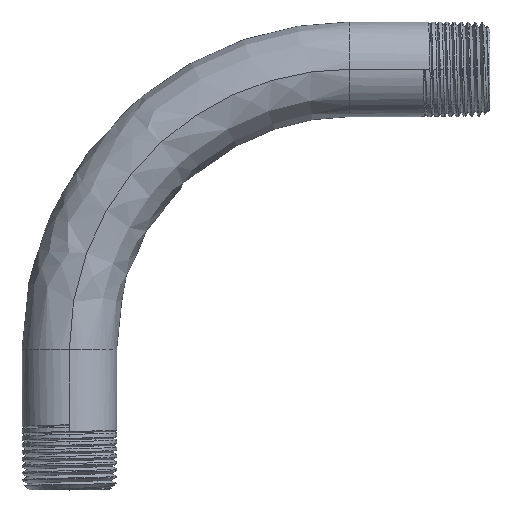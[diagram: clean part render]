
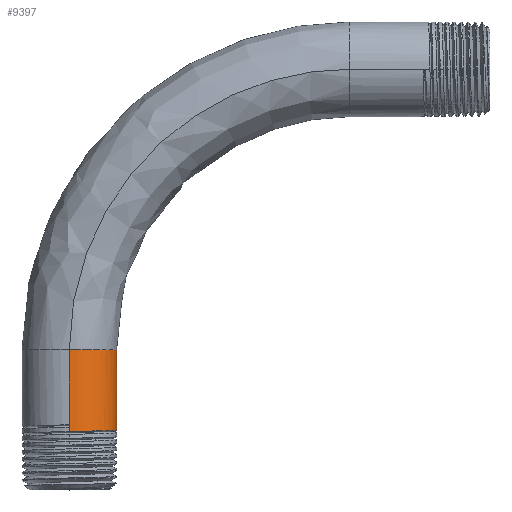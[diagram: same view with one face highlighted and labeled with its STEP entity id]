
A CAD part, top view. The second image highlights one B-rep face of the part: STEP entity #9397.
In plain terms, the highlighted cylindrical face has radius 6.75 mm (diameter 13.5 mm), a partial arc.
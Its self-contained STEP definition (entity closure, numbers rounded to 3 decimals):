
#87 = CARTESIAN_POINT ( 'NONE',  ( -38.468, -11.648, 6.578 ) ) ;
#121 = CARTESIAN_POINT ( 'NONE',  ( -33.848, -11.507, 2.787 ) ) ;
#146 = CARTESIAN_POINT ( 'NONE',  ( -40., -11.201, -6.75 ) ) ;
#155 = CARTESIAN_POINT ( 'NONE',  ( -34.152, -11.362, -3.378 ) ) ;
#193 = CARTESIAN_POINT ( 'NONE',  ( -39.559, -11.211, -6.75 ) ) ;
#273 = FACE_OUTER_BOUND ( 'NONE', #3441, .T. ) ;
#368 = CARTESIAN_POINT ( 'NONE',  ( -40., -11.683, 6.75 ) ) ;
#467 = EDGE_CURVE ( 'NONE', #5308, #7408, #3947, .T. ) ;
#703 = DIRECTION ( 'NONE',  ( 0., -1., 0. ) ) ;
#865 = CARTESIAN_POINT ( 'NONE',  ( -37.83, -11.633, 6.396 ) ) ;
#898 = CARTESIAN_POINT ( 'NONE',  ( -33.606, -11.492, 2.173 ) ) ;
#936 = CARTESIAN_POINT ( 'NONE',  ( -34.632, -11.342, -4.116 ) ) ;
#1280 = LINE ( 'NONE', #3613, #8116 ) ;
#1510 = CARTESIAN_POINT ( 'NONE',  ( -40., 0., 6.75 ) ) ;
#1647 = CARTESIAN_POINT ( 'NONE',  ( -37.006, -11.613, 6.066 ) ) ;
#1682 = CARTESIAN_POINT ( 'NONE',  ( -33.423, -11.477, 1.534 ) ) ;
#1712 = CARTESIAN_POINT ( 'NONE',  ( -35.54, -11.312, -5.087 ) ) ;
#2408 = CARTESIAN_POINT ( 'NONE',  ( -35.885, -11.583, 5.369 ) ) ;
#2435 = DIRECTION ( 'NONE',  ( 0., -1., 0. ) ) ;
#2443 = CARTESIAN_POINT ( 'NONE',  ( -33.25, -11.452, 0.442 ) ) ;
#2477 = CARTESIAN_POINT ( 'NONE',  ( -36.431, -11.287, -5.734 ) ) ;
#2597 = DIRECTION ( 'NONE',  ( 0., -1., 0. ) ) ;
#3086 = EDGE_CURVE ( 'NONE', #5308, #8460, #1280, .T. ) ;
#3180 = CARTESIAN_POINT ( 'NONE',  ( -34.915, -11.553, 4.46 ) ) ;
#3218 = CARTESIAN_POINT ( 'NONE',  ( -33.294, -11.422, -0.885 ) ) ;
#3248 = CARTESIAN_POINT ( 'NONE',  ( -37.01, -11.272, -6.056 ) ) ;
#3441 = EDGE_LOOP ( 'NONE', ( #4526, #7021, #6050, #3824 ) ) ;
#3613 = CARTESIAN_POINT ( 'NONE',  ( -40., 500000., -6.75 ) ) ;
#3824 = ORIENTED_EDGE ( 'NONE', *, *, #3086, .F. ) ;
#3934 = CARTESIAN_POINT ( 'NONE',  ( -39.554, -11.673, 6.75 ) ) ;
#3947 = CIRCLE ( 'NONE', #4719, 6.75 ) ;
#3970 = CARTESIAN_POINT ( 'NONE',  ( -34.265, -11.527, 3.567 ) ) ;
#4006 = CARTESIAN_POINT ( 'NONE',  ( -33.594, -11.392, -2.172 ) ) ;
#4039 = CARTESIAN_POINT ( 'NONE',  ( -37.826, -11.251, -6.406 ) ) ;
#4430 = LINE ( 'NONE', #6122, #7617 ) ;
#4526 = ORIENTED_EDGE ( 'NONE', *, *, #467, .T. ) ;
#4712 = CARTESIAN_POINT ( 'NONE',  ( -39.115, -11.663, 6.706 ) ) ;
#4719 = AXIS2_PLACEMENT_3D ( 'NONE', #5850, #2597, #9700 ) ;
#4746 = CARTESIAN_POINT ( 'NONE',  ( -33.942, -11.512, 2.986 ) ) ;
#4779 = CARTESIAN_POINT ( 'NONE',  ( -33.943, -11.372, -2.987 ) ) ;
#4815 = CARTESIAN_POINT ( 'NONE',  ( -39.112, -11.221, -6.706 ) ) ;
#5023 = B_SPLINE_CURVE_WITH_KNOTS ( 'NONE', 3,
 ( #9395, #3934, #4712, #87, #5509, #865, #6282, #1647, #7077, #2408, #7867, #3180, #8657, #3970, #9465, #4746, #121, #5544, #898, #6315, #1682, #7115, #2443, #7901, #3218, #8695, #4006, #9500, #4779, #155, #5580, #936, #6352, #1712, #7152, #2477, #7936, #3248, #8732, #4039, #9536, #4815, #193, #5610 ),
 .UNSPECIFIED., .F., .F.,
 ( 4, 2, 2, 2, 2, 2, 2, 2, 2, 2, 2, 2, 2, 2, 2, 2, 2, 2, 2, 2, 2, 4 ),
 ( 0.321, 0.323, 0.323, 0.324, 0.325, 0.327, 0.328, 0.329, 0.329, 0.33, 0.331, 0.332, 0.333, 0.335, 0.335, 0.336, 0.337, 0.338, 0.339, 0.34, 0.341, 0.342 ),
 .UNSPECIFIED. ) ;
#5308 = VERTEX_POINT ( 'NONE', #8922 ) ;
#5509 = CARTESIAN_POINT ( 'NONE',  ( -38.254, -11.643, 6.524 ) ) ;
#5544 = CARTESIAN_POINT ( 'NONE',  ( -33.68, -11.497, 2.38 ) ) ;
#5580 = CARTESIAN_POINT ( 'NONE',  ( -34.265, -11.357, -3.567 ) ) ;
#5610 = CARTESIAN_POINT ( 'NONE',  ( -40., -11.201, -6.75 ) ) ;
#5850 = CARTESIAN_POINT ( 'NONE',  ( -40., 0., 0. ) ) ;
#6050 = ORIENTED_EDGE ( 'NONE', *, *, #6944, .T. ) ;
#6122 = CARTESIAN_POINT ( 'NONE',  ( -40., 500000., 6.75 ) ) ;
#6260 = EDGE_CURVE ( 'NONE', #7408, #9822, #4430, .T. ) ;
#6282 = CARTESIAN_POINT ( 'NONE',  ( -37.62, -11.628, 6.32 ) ) ;
#6315 = CARTESIAN_POINT ( 'NONE',  ( -33.477, -11.482, 1.751 ) ) ;
#6352 = CARTESIAN_POINT ( 'NONE',  ( -34.911, -11.332, -4.457 ) ) ;
#6926 = AXIS2_PLACEMENT_3D ( 'NONE', #7107, #2435, #7892 ) ;
#6944 = EDGE_CURVE ( 'NONE', #9822, #8460, #5023, .T. ) ;
#7021 = ORIENTED_EDGE ( 'NONE', *, *, #6260, .T. ) ;
#7077 = CARTESIAN_POINT ( 'NONE',  ( -36.618, -11.603, 5.859 ) ) ;
#7107 = CARTESIAN_POINT ( 'NONE',  ( -40., 500000., 0. ) ) ;
#7115 = CARTESIAN_POINT ( 'NONE',  ( -33.293, -11.462, 0.88 ) ) ;
#7152 = CARTESIAN_POINT ( 'NONE',  ( -35.883, -11.302, -5.367 ) ) ;
#7408 = VERTEX_POINT ( 'NONE', #1510 ) ;
#7617 = VECTOR ( 'NONE', #703, 1000. ) ;
#7867 = CARTESIAN_POINT ( 'NONE',  ( -35.537, -11.573, 5.084 ) ) ;
#7892 = DIRECTION ( 'NONE',  ( 0., 0., -1. ) ) ;
#7901 = CARTESIAN_POINT ( 'NONE',  ( -33.25, -11.432, -0.438 ) ) ;
#7936 = CARTESIAN_POINT ( 'NONE',  ( -36.62, -11.282, -5.847 ) ) ;
#8116 = VECTOR ( 'NONE', #9234, 1000. ) ;
#8460 = VERTEX_POINT ( 'NONE', #146 ) ;
#8657 = CARTESIAN_POINT ( 'NONE',  ( -34.635, -11.543, 4.121 ) ) ;
#8695 = CARTESIAN_POINT ( 'NONE',  ( -33.466, -11.402, -1.751 ) ) ;
#8732 = CARTESIAN_POINT ( 'NONE',  ( -37.213, -11.266, -6.152 ) ) ;
#8922 = CARTESIAN_POINT ( 'NONE',  ( -40., 0., -6.75 ) ) ;
#9234 = DIRECTION ( 'NONE',  ( 0., -1., 0. ) ) ;
#9310 = CYLINDRICAL_SURFACE ( 'NONE', #6926, 6.75 ) ;
#9395 = CARTESIAN_POINT ( 'NONE',  ( -40., -11.683, 6.75 ) ) ;
#9397 = ADVANCED_FACE ( 'NONE', ( #273 ), #9310, .T. ) ;
#9465 = CARTESIAN_POINT ( 'NONE',  ( -34.15, -11.522, 3.375 ) ) ;
#9500 = CARTESIAN_POINT ( 'NONE',  ( -33.847, -11.377, -2.784 ) ) ;
#9536 = CARTESIAN_POINT ( 'NONE',  ( -38.247, -11.241, -6.533 ) ) ;
#9700 = DIRECTION ( 'NONE',  ( 0., 0., -1. ) ) ;
#9822 = VERTEX_POINT ( 'NONE', #368 ) ;
